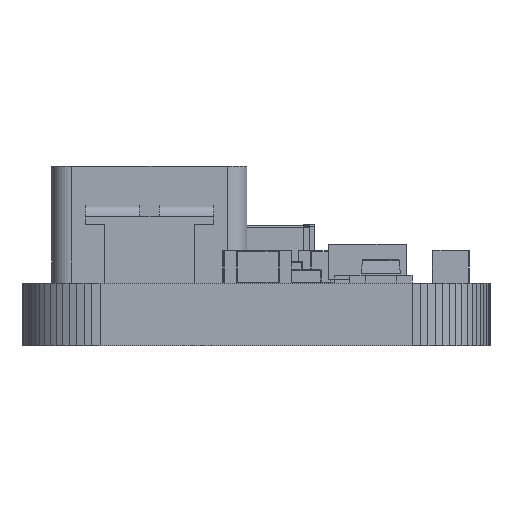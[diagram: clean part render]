
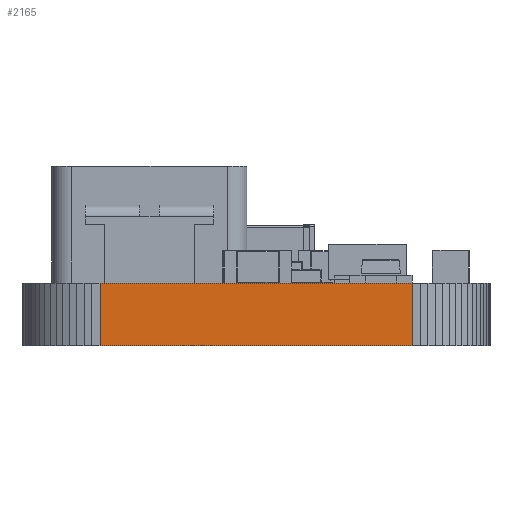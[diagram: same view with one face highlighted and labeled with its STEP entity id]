
A CAD part, front view. The second image highlights one B-rep face of the part: STEP entity #2165.
In plain terms, the highlighted planar face has unit normal (0, -1, 0).
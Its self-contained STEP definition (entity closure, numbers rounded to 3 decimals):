
#2107 = EDGE_CURVE('',#2108,#2110,#2112,.T.);
#2108 = VERTEX_POINT('',#2109);
#2109 = CARTESIAN_POINT('',(10.648,-14.53,-0.803));
#2110 = VERTEX_POINT('',#2111);
#2111 = CARTESIAN_POINT('',(10.648,-14.53,0.803));
#2112 = LINE('',#2113,#2114);
#2113 = CARTESIAN_POINT('',(10.648,-14.53,-0.803));
#2114 = VECTOR('',#2115,1.);
#2115 = DIRECTION('',(0.,0.,1.));
#2140 = VERTEX_POINT('',#2141);
#2141 = CARTESIAN_POINT('',(2.648,-14.53,0.803));
#2147 = EDGE_CURVE('',#2148,#2140,#2150,.T.);
#2148 = VERTEX_POINT('',#2149);
#2149 = CARTESIAN_POINT('',(2.648,-14.53,-0.803));
#2150 = LINE('',#2151,#2152);
#2151 = CARTESIAN_POINT('',(2.648,-14.53,-0.803));
#2152 = VECTOR('',#2153,1.);
#2153 = DIRECTION('',(0.,0.,1.));
#2165 = ADVANCED_FACE('',(#2166),#2182,.F.);
#2166 = FACE_BOUND('',#2167,.F.);
#2167 = EDGE_LOOP('',(#2168,#2169,#2175,#2176));
#2168 = ORIENTED_EDGE('',*,*,#2147,.T.);
#2169 = ORIENTED_EDGE('',*,*,#2170,.T.);
#2170 = EDGE_CURVE('',#2140,#2110,#2171,.T.);
#2171 = LINE('',#2172,#2173);
#2172 = CARTESIAN_POINT('',(2.648,-14.53,0.803));
#2173 = VECTOR('',#2174,1.);
#2174 = DIRECTION('',(1.,0.,0.));
#2175 = ORIENTED_EDGE('',*,*,#2107,.F.);
#2176 = ORIENTED_EDGE('',*,*,#2177,.F.);
#2177 = EDGE_CURVE('',#2148,#2108,#2178,.T.);
#2178 = LINE('',#2179,#2180);
#2179 = CARTESIAN_POINT('',(2.648,-14.53,-0.803));
#2180 = VECTOR('',#2181,1.);
#2181 = DIRECTION('',(1.,0.,0.));
#2182 = PLANE('',#2183);
#2183 = AXIS2_PLACEMENT_3D('',#2184,#2185,#2186);
#2184 = CARTESIAN_POINT('',(2.648,-14.53,-0.803));
#2185 = DIRECTION('',(0.,1.,0.));
#2186 = DIRECTION('',(1.,0.,0.));
